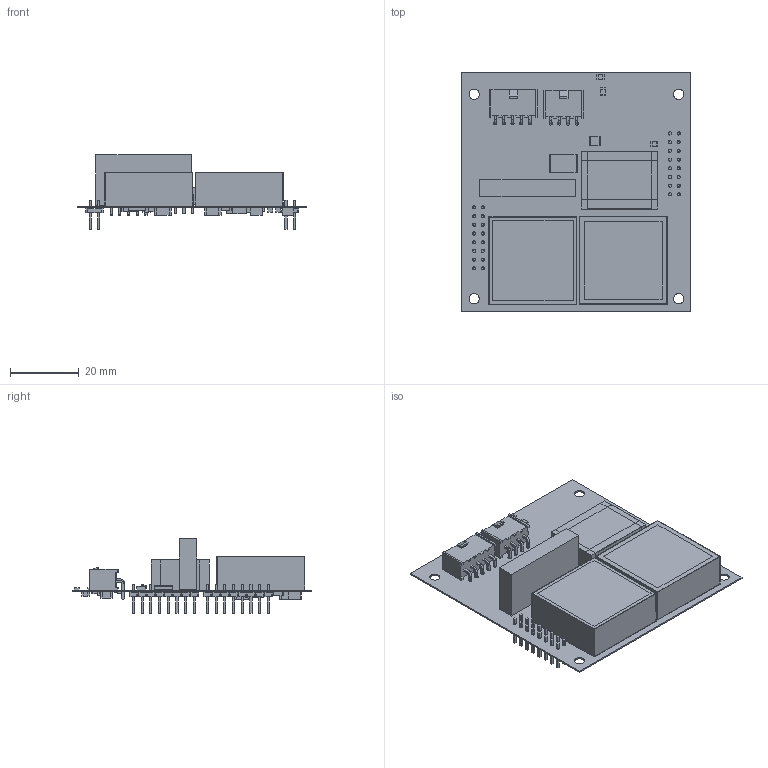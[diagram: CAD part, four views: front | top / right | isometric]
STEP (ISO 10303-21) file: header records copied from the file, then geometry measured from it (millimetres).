
FILE_DESCRIPTION(('Open CASCADE Model'),'2;1');
FILE_NAME('Open CASCADE Shape Model','2017-10-13T14:31:28',('Author'),( 'Open CASCADE'),'Open CASCADE STEP processor 6.8','Open CASCADE 6.8' ,'Unknown');
FILE_SCHEMA(('AUTOMOTIVE_DESIGN { 1 0 10303 214 1 1 1 1 }'));
Products named in the file (1): PCB
Bounding box: 67.05 x 70.02 x 21.75 mm (x, y, z)
Surface area: 81472.7 mm2
Topology: 138 solids, 138 shells, 2116 faces, 5203 edges, 3426 vertices
Faces by surface type: plane 1960, cylinder 140, sphere 16
Full cylindrical faces by diameter (mm): 0.9 x5, 0.91 x32, 0.95 x4, 1.1 x2, 1.4 x3, 1.5 x12, 3 x4
Entity records: 62261 total; most frequent: CARTESIAN_POINT 10850, ORIENTED_EDGE 10390, DIRECTION 9669, EDGE_CURVE 5195, LINE 4907, VECTOR 4907, VERTEX_POINT 3426, AXIS2_PLACEMENT_3D 2381
